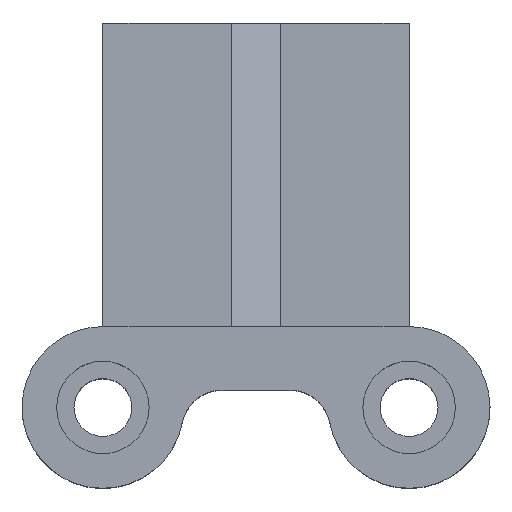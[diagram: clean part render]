
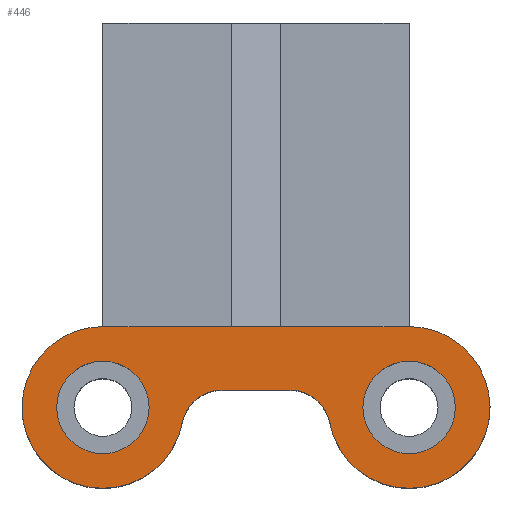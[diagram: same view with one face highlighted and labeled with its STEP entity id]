
A CAD part, top view. The second image highlights one B-rep face of the part: STEP entity #446.
In plain terms, the highlighted planar face has unit normal (0, 0, 1).
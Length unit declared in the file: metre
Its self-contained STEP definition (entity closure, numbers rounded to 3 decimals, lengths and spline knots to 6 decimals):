
#27=CIRCLE('',#490,0.028);
#28=CIRCLE('',#492,0.014);
#30=CIRCLE('',#496,0.016);
#31=CIRCLE('',#498,0.014);
#32=CIRCLE('',#499,0.028);
#33=CIRCLE('',#500,0.016);
#75=ORIENTED_EDGE('',*,*,#185,.T.);
#76=ORIENTED_EDGE('',*,*,#188,.T.);
#77=ORIENTED_EDGE('',*,*,#189,.F.);
#78=ORIENTED_EDGE('',*,*,#161,.F.);
#79=ORIENTED_EDGE('',*,*,#190,.F.);
#80=ORIENTED_EDGE('',*,*,#177,.F.);
#81=ORIENTED_EDGE('',*,*,#179,.T.);
#82=ORIENTED_EDGE('',*,*,#183,.F.);
#83=ORIENTED_EDGE('',*,*,#187,.F.);
#84=ORIENTED_EDGE('',*,*,#191,.T.);
#161=EDGE_CURVE('',#221,#222,#261,.T.);
#177=EDGE_CURVE('',#236,#234,#271,.T.);
#179=EDGE_CURVE('',#236,#237,#27,.T.);
#183=EDGE_CURVE('',#239,#237,#28,.T.);
#185=EDGE_CURVE('',#239,#240,#277,.T.);
#187=EDGE_CURVE('',#242,#242,#30,.T.);
#188=EDGE_CURVE('',#240,#243,#31,.T.);
#189=EDGE_CURVE('',#222,#243,#32,.T.);
#190=EDGE_CURVE('',#234,#221,#278,.T.);
#191=EDGE_CURVE('',#244,#244,#33,.T.);
#221=VERTEX_POINT('',#667);
#222=VERTEX_POINT('',#669);
#234=VERTEX_POINT('',#697);
#236=VERTEX_POINT('',#701);
#237=VERTEX_POINT('',#705);
#239=VERTEX_POINT('',#712);
#240=VERTEX_POINT('',#716);
#242=VERTEX_POINT('',#722);
#243=VERTEX_POINT('',#725);
#244=VERTEX_POINT('',#729);
#261=LINE('',#668,#303);
#271=LINE('',#702,#313);
#277=LINE('',#717,#319);
#278=LINE('',#727,#320);
#303=VECTOR('',#531,1.);
#313=VECTOR('',#559,1.);
#319=VECTOR('',#575,1.);
#320=VECTOR('',#588,1.);
#354=EDGE_LOOP('',(#75,#76,#77,#78,#79,#80,#81,#82));
#355=EDGE_LOOP('',(#83));
#356=EDGE_LOOP('',(#84));
#392=FACE_BOUND('',#354,.T.);
#393=FACE_BOUND('',#355,.T.);
#394=FACE_BOUND('',#356,.T.);
#424=PLANE('',#497);
#446=ADVANCED_FACE('',(#392,#393,#394),#424,.T.);
#490=AXIS2_PLACEMENT_3D('',#706,#563,#564);
#492=AXIS2_PLACEMENT_3D('',#713,#570,#571);
#496=AXIS2_PLACEMENT_3D('',#721,#580,#581);
#497=AXIS2_PLACEMENT_3D('',#723,#582,#583);
#498=AXIS2_PLACEMENT_3D('',#724,#584,#585);
#499=AXIS2_PLACEMENT_3D('',#726,#586,#587);
#500=AXIS2_PLACEMENT_3D('',#728,#589,#590);
#531=DIRECTION('',(1.,0.,0.));
#559=DIRECTION('',(1.,0.,0.));
#563=DIRECTION('',(0.,0.,1.));
#564=DIRECTION('',(1.,0.,0.));
#570=DIRECTION('',(0.,0.,1.));
#571=DIRECTION('',(1.,0.,0.));
#575=DIRECTION('',(1.,0.,0.));
#580=DIRECTION('',(0.,0.,1.));
#581=DIRECTION('',(1.,0.,0.));
#582=DIRECTION('',(0.,0.,1.));
#583=DIRECTION('',(1.,0.,0.));
#584=DIRECTION('',(0.,0.,-1.));
#585=DIRECTION('',(-1.,0.,0.));
#586=DIRECTION('',(0.,0.,-1.));
#587=DIRECTION('',(-1.,0.,0.));
#588=DIRECTION('',(1.,0.,0.));
#589=DIRECTION('',(0.,0.,-1.));
#590=DIRECTION('',(-1.,0.,0.));
#667=CARTESIAN_POINT('',(0.0085,-0.105,0.077));
#668=CARTESIAN_POINT('',(-0.0265,-0.105,0.077));
#669=CARTESIAN_POINT('',(0.053,-0.105,0.077));
#697=CARTESIAN_POINT('',(-0.0085,-0.105,0.077));
#701=CARTESIAN_POINT('',(-0.053,-0.105,0.077));
#702=CARTESIAN_POINT('',(-0.0265,-0.105,0.077));
#705=CARTESIAN_POINT('',(-0.025513,-0.138333,0.077));
#706=CARTESIAN_POINT('',(-0.053,-0.133,0.077));
#712=CARTESIAN_POINT('',(-0.011769,-0.127,0.077));
#713=CARTESIAN_POINT('',(-0.011769,-0.141,0.077));
#716=CARTESIAN_POINT('',(0.011769,-0.127,0.077));
#717=CARTESIAN_POINT('',(-0.005884,-0.127,0.077));
#721=CARTESIAN_POINT('',(-0.053,-0.133,0.077));
#722=CARTESIAN_POINT('',(-0.037,-0.133,0.077));
#723=CARTESIAN_POINT('',(-0.0405,-0.093611,0.077));
#724=CARTESIAN_POINT('',(0.011769,-0.141,0.077));
#725=CARTESIAN_POINT('',(0.025513,-0.138333,0.077));
#726=CARTESIAN_POINT('',(0.053,-0.133,0.077));
#727=CARTESIAN_POINT('',(-0.0265,-0.105,0.077));
#728=CARTESIAN_POINT('',(0.053,-0.133,0.077));
#729=CARTESIAN_POINT('',(0.037,-0.133,0.077));
